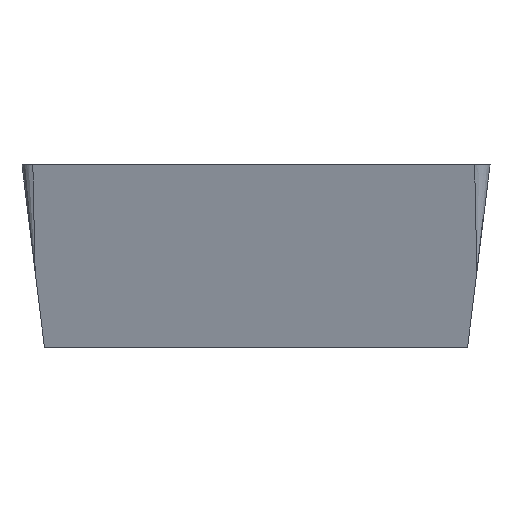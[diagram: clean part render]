
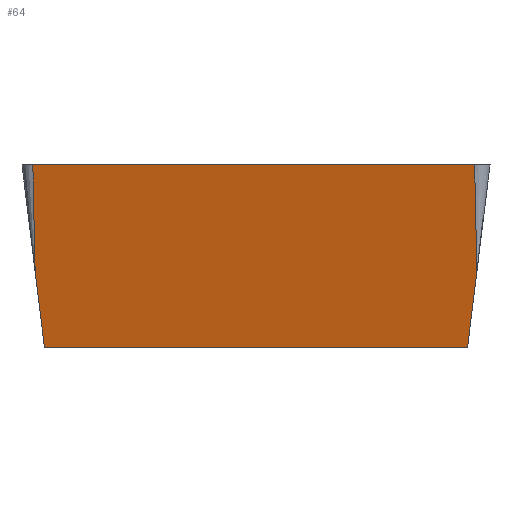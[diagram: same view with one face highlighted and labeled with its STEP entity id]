
A CAD part, left-side view. The second image highlights one B-rep face of the part: STEP entity #64.
In plain terms, the highlighted planar face has unit normal (-0.978, 0.172, -0.122).
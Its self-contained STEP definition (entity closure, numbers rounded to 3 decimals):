
#49=FACE_OUTER_BOUND('',#91,.T.);
#64=ADVANCED_FACE('',(#49),#78,.T.);
#78=PLANE('',#431);
#91=EDGE_LOOP('',(#134,#135,#136,#137,#138,#139));
#134=ORIENTED_EDGE('',*,*,#231,.F.);
#135=ORIENTED_EDGE('',*,*,#232,.T.);
#136=ORIENTED_EDGE('',*,*,#233,.F.);
#137=ORIENTED_EDGE('',*,*,#213,.F.);
#138=ORIENTED_EDGE('',*,*,#230,.F.);
#139=ORIENTED_EDGE('',*,*,#227,.F.);
#187=VERTEX_POINT('',#586);
#188=VERTEX_POINT('',#588);
#199=VERTEX_POINT('',#614);
#200=VERTEX_POINT('',#616);
#201=VERTEX_POINT('',#624);
#202=VERTEX_POINT('',#626);
#213=EDGE_CURVE('',#187,#188,#312,.T.);
#227=EDGE_CURVE('',#199,#200,#321,.T.);
#230=EDGE_CURVE('',#200,#187,#324,.T.);
#231=EDGE_CURVE('',#201,#199,#325,.T.);
#232=EDGE_CURVE('',#201,#202,#326,.T.);
#233=EDGE_CURVE('',#188,#202,#327,.T.);
#312=LINE('',#587,#340);
#321=LINE('',#615,#349);
#324=LINE('',#621,#352);
#325=LINE('',#623,#353);
#326=LINE('',#625,#354);
#327=LINE('',#627,#355);
#340=VECTOR('',#481,1.);
#349=VECTOR('',#504,1.);
#352=VECTOR('',#511,1.);
#353=VECTOR('',#514,1.);
#354=VECTOR('',#515,1.);
#355=VECTOR('',#516,1.);
#431=AXIS2_PLACEMENT_3D('',#628,#517,#518);
#481=DIRECTION('',(-0.174,-0.985,0.));
#504=DIRECTION('',(-0.102,0.121,0.987));
#511=DIRECTION('',(-0.12,0.021,0.993));
#514=DIRECTION('',(0.174,0.985,0.));
#515=DIRECTION('',(-0.144,-0.121,0.982));
#516=DIRECTION('',(0.12,-0.021,-0.993));
#517=DIRECTION('',(-0.977,0.172,-0.122));
#518=DIRECTION('',(-0.174,-0.985,0.));
#586=CARTESIAN_POINT('',(-1.512,1.702,0.));
#587=CARTESIAN_POINT('',(-1.512,1.702,0.));
#588=CARTESIAN_POINT('',(-2.107,-1.668,0.));
#614=CARTESIAN_POINT('',(-1.355,1.614,-1.39));
#615=CARTESIAN_POINT('',(-1.355,1.614,-1.39));
#616=CARTESIAN_POINT('',(-1.414,1.685,-0.814));
#621=CARTESIAN_POINT('',(-1.414,1.685,-0.814));
#623=CARTESIAN_POINT('',(-1.924,-1.614,-1.39));
#624=CARTESIAN_POINT('',(-1.924,-1.614,-1.39));
#625=CARTESIAN_POINT('',(-1.924,-1.614,-1.39));
#626=CARTESIAN_POINT('',(-2.008,-1.685,-0.814));
#627=CARTESIAN_POINT('',(-2.107,-1.668,0.));
#628=CARTESIAN_POINT('',(-1.318,2.805,0.));
